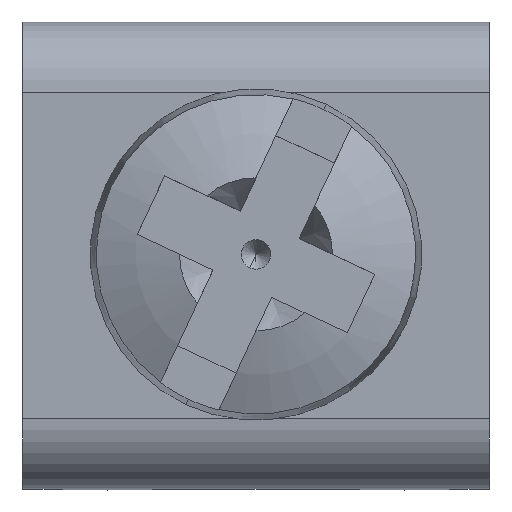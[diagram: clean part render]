
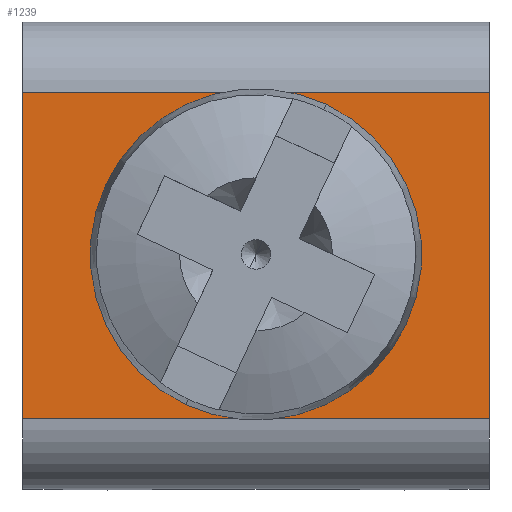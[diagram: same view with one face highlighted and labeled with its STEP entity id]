
A CAD part, top view. The second image highlights one B-rep face of the part: STEP entity #1239.
In plain terms, the highlighted planar face has unit normal (0, 0, 1).
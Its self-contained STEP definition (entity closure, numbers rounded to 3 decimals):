
#24 = VERTEX_POINT('',#25);
#25 = CARTESIAN_POINT('',(2.007,0.,
    6.25));
#31 = EDGE_CURVE('',#24,#32,#34,.T.);
#32 = VERTEX_POINT('',#33);
#33 = CARTESIAN_POINT('',(-2.007,0.,
    6.25));
#34 = CIRCLE('',#35,2.007);
#35 = AXIS2_PLACEMENT_3D('',#36,#37,#38);
#36 = CARTESIAN_POINT('',(0.,0.,
    6.25));
#37 = DIRECTION('',(0.,0.,-1.));
#38 = DIRECTION('',(-1.,0.,0.));
#1094 = VERTEX_POINT('',#1095);
#1095 = CARTESIAN_POINT('',(3.937,2.743,6.25)
  );
#1118 = VERTEX_POINT('',#1119);
#1119 = CARTESIAN_POINT('',(-3.937,2.743,6.25
    ));
#1142 = EDGE_CURVE('',#1118,#1143,#1145,.T.);
#1143 = VERTEX_POINT('',#1144);
#1144 = CARTESIAN_POINT('',(-3.937,-2.743,
    6.25));
#1145 = LINE('',#1146,#1147);
#1146 = CARTESIAN_POINT('',(-3.937,-2.743,
    6.25));
#1147 = VECTOR('',#1148,1.);
#1148 = DIRECTION('',(0.,-1.,0.));
#1167 = VERTEX_POINT('',#1168);
#1168 = CARTESIAN_POINT('',(3.937,-2.743,6.25
    ));
#1191 = EDGE_CURVE('',#1094,#1167,#1192,.T.);
#1192 = LINE('',#1193,#1194);
#1193 = CARTESIAN_POINT('',(3.937,-2.743,6.25
    ));
#1194 = VECTOR('',#1195,1.);
#1195 = DIRECTION('',(0.,-1.,0.));
#1227 = EDGE_CURVE('',#1094,#1118,#1228,.T.);
#1228 = LINE('',#1229,#1230);
#1229 = CARTESIAN_POINT('',(3.937,2.743,6.25)
  );
#1230 = VECTOR('',#1231,1.);
#1231 = DIRECTION('',(-1.,0.,0.));
#1239 = ADVANCED_FACE('',(#1240,#1250),#1261,.F.);
#1240 = FACE_BOUND('',#1241,.T.);
#1241 = EDGE_LOOP('',(#1242,#1243));
#1242 = ORIENTED_EDGE('',*,*,#31,.T.);
#1243 = ORIENTED_EDGE('',*,*,#1244,.T.);
#1244 = EDGE_CURVE('',#32,#24,#1245,.T.);
#1245 = CIRCLE('',#1246,2.007);
#1246 = AXIS2_PLACEMENT_3D('',#1247,#1248,#1249);
#1247 = CARTESIAN_POINT('',(0.,0.,
    6.25));
#1248 = DIRECTION('',(0.,0.,-1.));
#1249 = DIRECTION('',(-1.,0.,0.));
#1250 = FACE_BOUND('',#1251,.T.);
#1251 = EDGE_LOOP('',(#1252,#1253,#1259,#1260));
#1252 = ORIENTED_EDGE('',*,*,#1142,.T.);
#1253 = ORIENTED_EDGE('',*,*,#1254,.F.);
#1254 = EDGE_CURVE('',#1167,#1143,#1255,.T.);
#1255 = LINE('',#1256,#1257);
#1256 = CARTESIAN_POINT('',(3.937,-2.743,6.25
    ));
#1257 = VECTOR('',#1258,1.);
#1258 = DIRECTION('',(-1.,0.,0.));
#1259 = ORIENTED_EDGE('',*,*,#1191,.F.);
#1260 = ORIENTED_EDGE('',*,*,#1227,.T.);
#1261 = PLANE('',#1262);
#1262 = AXIS2_PLACEMENT_3D('',#1263,#1264,#1265);
#1263 = CARTESIAN_POINT('',(3.937,-2.743,6.25
    ));
#1264 = DIRECTION('',(0.,0.,-1.));
#1265 = DIRECTION('',(-1.,0.,0.));
